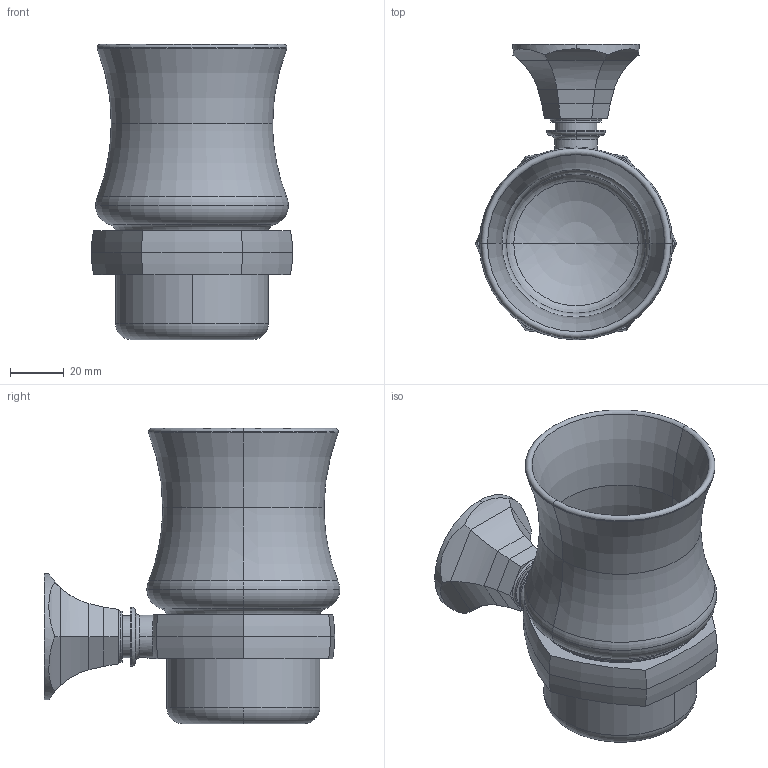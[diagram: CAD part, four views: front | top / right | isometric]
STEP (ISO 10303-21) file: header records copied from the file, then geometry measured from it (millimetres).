
FILE_DESCRIPTION((''),'2;1');
FILE_NAME('613_WEB','2010-10-04T',('project'),(''),'PRO/ENGINEER BY PARAMETRIC TECHNOLOGY CORPORATION, 2009300','PRO/ENGINEER BY PARAMETRIC TECHNOLOGY CORPORATION, 2009300','');
FILE_SCHEMA(('CONFIG_CONTROL_DESIGN'));
Length unit declared in the file: inch
Products named in the file (1): 613_WEB
Bounding box: 74.88 x 110.16 x 110 mm (x, y, z)
Volume: 115186.9 mm3; surface area: 60772.8 mm2
Topology: 3 solids, 4 shells, 144 faces, 345 edges, 211 vertices
Faces by surface type: cylinder 80, torus 48, plane 14, sphere 2
Entity records: 4552 total; most frequent: CARTESIAN_POINT 1211, DIRECTION 709, ORIENTED_EDGE 686, EDGE_CURVE 343, AXIS2_PLACEMENT_3D 314, VERTEX_POINT 211, CIRCLE 170, EDGE_LOOP 156
